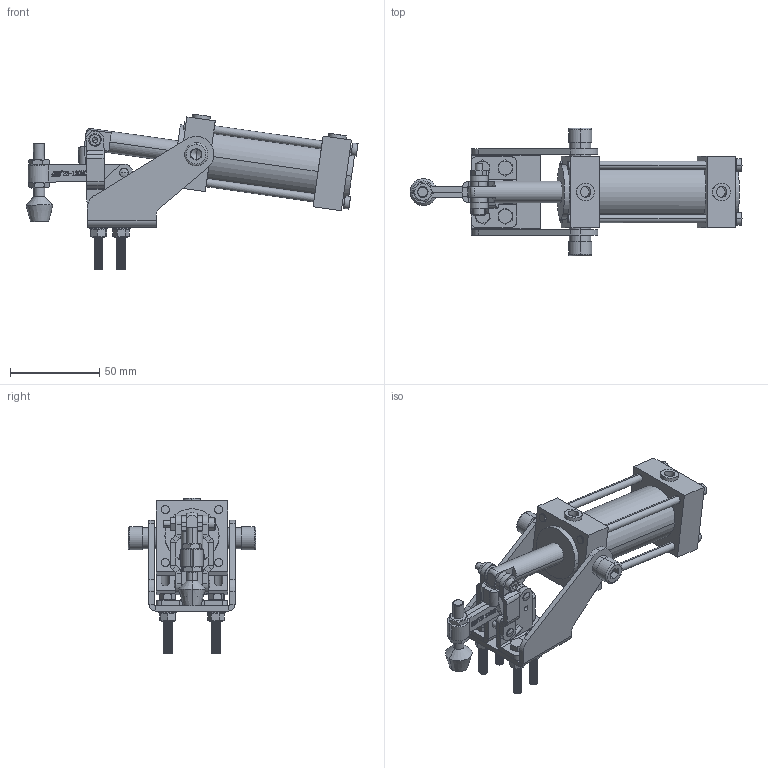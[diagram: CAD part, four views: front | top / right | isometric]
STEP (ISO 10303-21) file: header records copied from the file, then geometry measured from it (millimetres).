
FILE_DESCRIPTION (( 'STEP AP203' ), '1' );
FILE_NAME ('HS-12050-A .STEP', '2019-08-19T07:49:51', ( '微软用户' ), ( '微软中国' ), 'SwSTEP 2.0', 'SolidWorks 2012', '' );
FILE_SCHEMA (( 'CONFIG_CONTROL_DESIGN' ));
Products named in the file (20): HS-12050-A ; hex nuts, style 1-grades ab gb_GB_FASTENER_NUT_SNAB1 M4-N; hex nuts, style 1-grades ab gb_GB_FASTENER_NUT_SNAB1 M5-N; hexagon head bolts-full thread gb_GB_FASTENER_BOLT_STBAB A M5X30-S; hexagon socket head cap screws gb_GB_FASTENER_SCREWS_HSHCS M4X25-N; hexagon socket head cap screws gb_GB_FASTENER_SCREWS_HSHCS M8X16-N; plain washers for clevis pins gb_GB_ROUND_WASHERS_TYPE7 5; 階杶; ァ雄標蚳蚚; 埴陑揤參; 楊擘菁釱; 酗种; hex thin nuts-grades ab-chamfered gb_GB_FASTENER_NUT_STNAB M6-N; hexagon head bolts-full thread gb_GB_FASTENER_BOLT_STBAB A M6X35-N; 蟀裝2; 活塞杆; 蚐詰; 揤輸; 傻种; 菁殤
Assembly tree (34 placements, depth 2):
  HS-12050-A 
    菁殤
    傻种  x2
    揤輸
    蚐詰
    活塞杆
    蟀裝2  x2
    hexagon head bolts-full thread gb_GB_FASTENER_BOLT_STBAB A M6X35-N
    hex thin nuts-grades ab-chamfered gb_GB_FASTENER_NUT_STNAB M6-N  x2
    酗种
    楊擘菁釱
    埴陑揤參  x2
    ァ雄標蚳蚚
    階杶  x2
    plain washers for clevis pins gb_GB_ROUND_WASHERS_TYPE7 5  x4
    hexagon socket head cap screws gb_GB_FASTENER_SCREWS_HSHCS M8X16-N  x2
    hexagon socket head cap screws gb_GB_FASTENER_SCREWS_HSHCS M4X25-N
    hexagon head bolts-full thread gb_GB_FASTENER_BOLT_STBAB A M5X30-S  x4
    hex nuts, style 1-grades ab gb_GB_FASTENER_NUT_SNAB1 M5-N  x4
    hex nuts, style 1-grades ab gb_GB_FASTENER_NUT_SNAB1 M4-N
Bounding box: 186.05 x 71.6 x 87.28 mm (x, y, z)
Volume: 150040.7 mm3; surface area: 61144.6 mm2
Topology: 34 solids, 34 shells, 2838 faces, 6420 edges, 3737 vertices
Faces by surface type: cone 1050, cylinder 779, plane 717, bspline 272, sphere 12, torus 8
Entity records: 42719 total; most frequent: CARTESIAN_POINT 13060, ORIENTED_EDGE 5614, DIRECTION 5565, EDGE_CURVE 2807, AXIS2_PLACEMENT_3D 2019, VERTEX_POINT 1708, LINE 1527, VECTOR 1527
